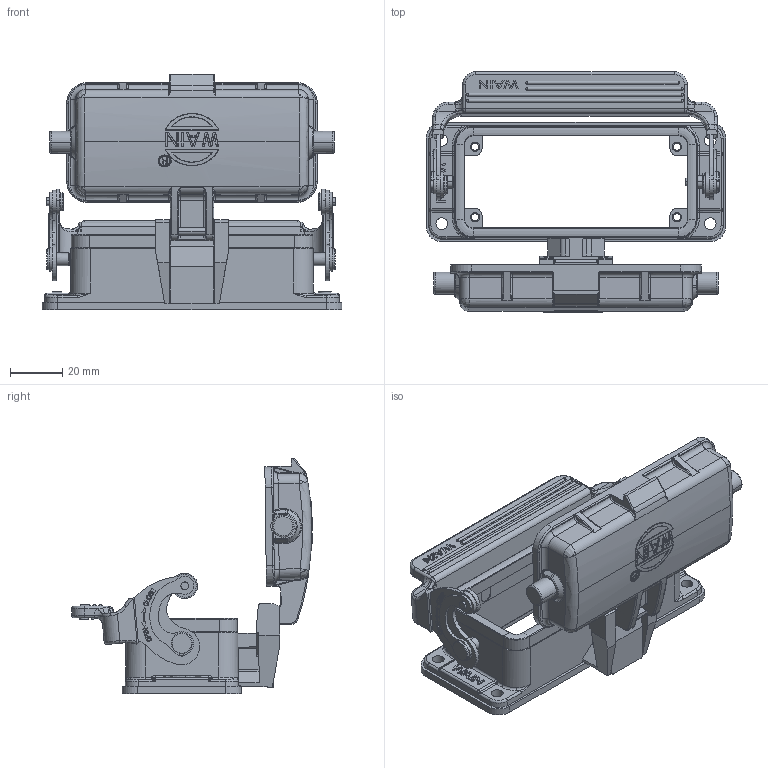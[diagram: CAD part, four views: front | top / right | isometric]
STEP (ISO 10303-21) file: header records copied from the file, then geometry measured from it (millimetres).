
FILE_DESCRIPTION(/* description */ (''),/* implementation_level */ '2;1');
FILE_NAME(/* name */ '3D_1240163611101_HV16B-BK-1L_SC-MCV_V1.1.stp',/* time_stamp */ '2024-01-04T16:07:28+08:00',/* author */ (''),/* organization */ (''),/* preprocessor_version */ 'ST-DEVELOPER v18.1',/* originating_system */ 'SIEMENS PLM Software NX 1980',/* authorisation */ '');
FILE_SCHEMA (('AUTOMOTIVE_DESIGN { 1 0 10303 214 3 1 1 1 }'));
Products named in the file (1): 14593830C5E2pucd
Bounding box: 115 x 92.35 x 90.28 mm (x, y, z)
Volume: 76411.2 mm3; surface area: 56968.7 mm2
Topology: 7 solids, 31 shells, 2065 faces, 5432 edges, 3452 vertices
Faces by surface type: cylinder 812, plane 782, torus 224, bspline 95, cone 56, sphere 49, extrusion 46, revolution 1
Entity records: 74592 total; most frequent: CARTESIAN_POINT 24514, ORIENTED_EDGE 10716, DIRECTION 8333, EDGE_CURVE 5385, VERTEX_POINT 3451, AXIS2_PLACEMENT_3D 3115, EDGE_LOOP 2192, B_SPLINE_CURVE_WITH_KNOTS 2153
